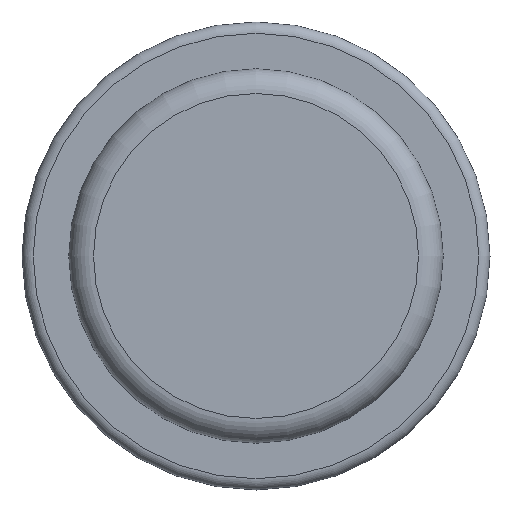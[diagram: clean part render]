
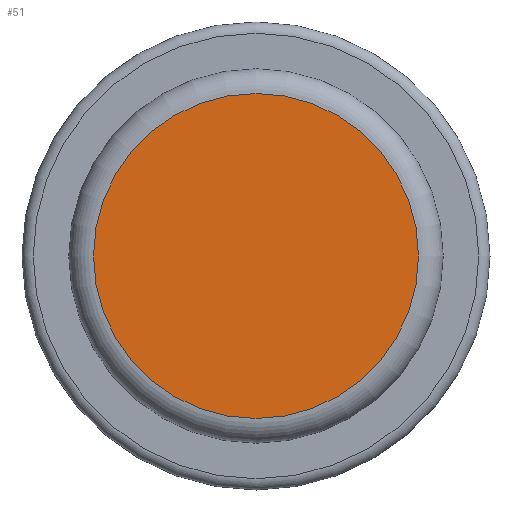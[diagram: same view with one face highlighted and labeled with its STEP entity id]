
A CAD part, front view. The second image highlights one B-rep face of the part: STEP entity #51.
In plain terms, the highlighted planar face has unit normal (0, -1, 0).
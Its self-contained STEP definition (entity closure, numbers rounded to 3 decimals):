
#51 = ADVANCED_FACE( '', ( #110 ), #111, .F. );
#110 = FACE_OUTER_BOUND( '', #176, .T. );
#111 = PLANE( '', #177 );
#176 = EDGE_LOOP( '', ( #248 ) );
#177 = AXIS2_PLACEMENT_3D( '', #249, #250, #251 );
#248 = ORIENTED_EDGE( '', *, *, #302, .T. );
#249 = CARTESIAN_POINT( '', ( 15.624, 0., 0. ) );
#250 = DIRECTION( '', ( 0., 1., 0. ) );
#251 = DIRECTION( '', ( 0., 0., 1. ) );
#302 = EDGE_CURVE( '', #333, #333, #334, .T. );
#333 = VERTEX_POINT( '', #376 );
#334 = CIRCLE( '', #377, 15.624 );
#376 = CARTESIAN_POINT( '', ( 0., 0., -15.624 ) );
#377 = AXIS2_PLACEMENT_3D( '', #419, #420, #421 );
#419 = CARTESIAN_POINT( '', ( 0., 0., 0. ) );
#420 = DIRECTION( '', ( 0., -1., 0. ) );
#421 = DIRECTION( '', ( 0., 0., -1. ) );
